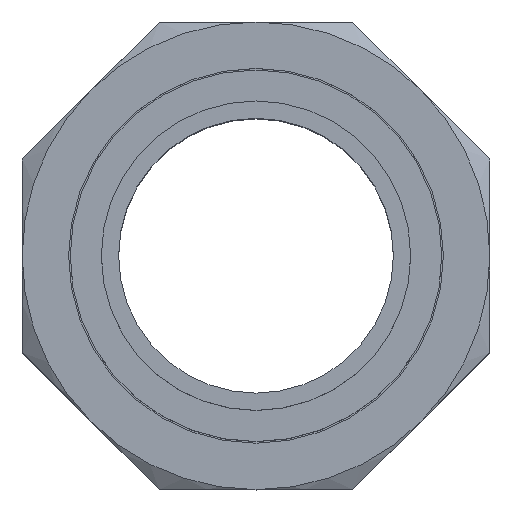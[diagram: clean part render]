
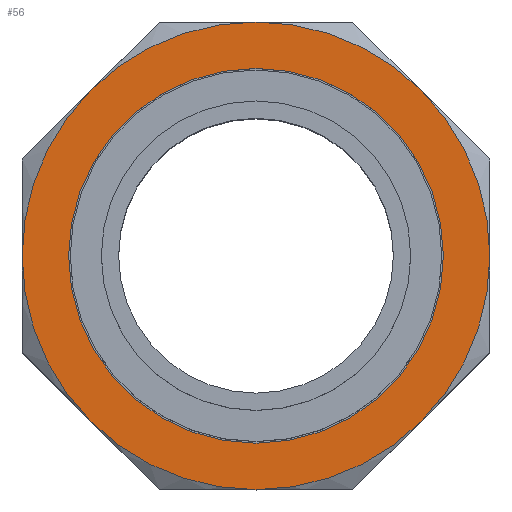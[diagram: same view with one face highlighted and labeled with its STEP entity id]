
A CAD part, top view. The second image highlights one B-rep face of the part: STEP entity #56.
In plain terms, the highlighted planar face has unit normal (0, 0, 1).
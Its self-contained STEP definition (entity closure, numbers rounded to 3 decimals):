
#44 = ORIENTED_EDGE ( 'NONE', *, *, #2027, .T. ) ;
#45 = ORIENTED_EDGE ( 'NONE', *, *, #2008, .T. ) ;
#55 = EDGE_CURVE ( 'NONE', #1951, #2453, #261, .T. ) ;
#56 = ADVANCED_FACE ( 'NONE', ( #256, #255 ), #254, .F. ) ;
#57 = ORIENTED_EDGE ( 'NONE', *, *, #55, .F. ) ;
#58 = ORIENTED_EDGE ( 'NONE', *, *, #1950, .F. ) ;
#59 = EDGE_LOOP ( 'NONE', ( #60, #61, #62, #63, #64, #65, #44, #45 ) ) ;
#60 = ORIENTED_EDGE ( 'NONE', *, *, #1984, .T. ) ;
#61 = ORIENTED_EDGE ( 'NONE', *, *, #1999, .T. ) ;
#62 = ORIENTED_EDGE ( 'NONE', *, *, #1980, .T. ) ;
#63 = ORIENTED_EDGE ( 'NONE', *, *, #1940, .T. ) ;
#64 = ORIENTED_EDGE ( 'NONE', *, *, #2042, .T. ) ;
#65 = ORIENTED_EDGE ( 'NONE', *, *, #2016, .T. ) ;
#78 = EDGE_LOOP ( 'NONE', ( #57, #58 ) ) ;
#249 = DIRECTION ( 'NONE',  ( -1., 0., 0. ) ) ;
#250 = DIRECTION ( 'NONE',  ( 0., 0., -1. ) ) ;
#251 = AXIS2_PLACEMENT_3D ( 'NONE', #253, #250, #249 ) ;
#253 = CARTESIAN_POINT ( 'NONE',  ( 0., 36.5, 15. ) ) ;
#254 = PLANE ( 'NONE',  #251 ) ;
#255 = FACE_OUTER_BOUND ( 'NONE', #59, .T. ) ;
#256 = FACE_BOUND ( 'NONE', #78, .T. ) ;
#257 = DIRECTION ( 'NONE',  ( 1., 0., 0. ) ) ;
#258 = DIRECTION ( 'NONE',  ( 0., 0., 1. ) ) ;
#259 = CARTESIAN_POINT ( 'NONE',  ( 0., 0., 15. ) ) ;
#260 = AXIS2_PLACEMENT_3D ( 'NONE', #259, #258, #257 ) ;
#261 = CIRCLE ( 'NONE', #260, 29.25 ) ;
#376 = CARTESIAN_POINT ( 'NONE',  ( 0., 0., 15. ) ) ;
#377 = CIRCLE ( 'NONE', #436, 36.5 ) ;
#419 = CARTESIAN_POINT ( 'NONE',  ( -36.5, 0., 15. ) ) ;
#421 = CARTESIAN_POINT ( 'NONE',  ( 29.25, 0., 15. ) ) ;
#422 = DIRECTION ( 'NONE',  ( 1., 0., 0. ) ) ;
#423 = DIRECTION ( 'NONE',  ( 0., 0., 1. ) ) ;
#424 = AXIS2_PLACEMENT_3D ( 'NONE', #431, #423, #422 ) ;
#425 = CIRCLE ( 'NONE', #424, 29.25 ) ;
#431 = CARTESIAN_POINT ( 'NONE',  ( 0., 0., 15. ) ) ;
#434 = DIRECTION ( 'NONE',  ( 1., 0., 0. ) ) ;
#435 = DIRECTION ( 'NONE',  ( 0., 0., 1. ) ) ;
#436 = AXIS2_PLACEMENT_3D ( 'NONE', #376, #435, #434 ) ;
#464 = CARTESIAN_POINT ( 'NONE',  ( -25.809, 25.809, 15. ) ) ;
#469 = DIRECTION ( 'NONE',  ( 1., 0., 0. ) ) ;
#470 = DIRECTION ( 'NONE',  ( 0., 0., 1. ) ) ;
#471 = CARTESIAN_POINT ( 'NONE',  ( 0., 0., 15. ) ) ;
#472 = AXIS2_PLACEMENT_3D ( 'NONE', #471, #470, #469 ) ;
#473 = CIRCLE ( 'NONE', #472, 36.5 ) ;
#490 = CARTESIAN_POINT ( 'NONE',  ( 0., 36.5, 15. ) ) ;
#500 = CIRCLE ( 'NONE', #549, 36.5 ) ;
#524 = CARTESIAN_POINT ( 'NONE',  ( 0., 0., 15. ) ) ;
#526 = CARTESIAN_POINT ( 'NONE',  ( 0., -36.5, 15. ) ) ;
#527 = CARTESIAN_POINT ( 'NONE',  ( 25.809, 25.809, 15. ) ) ;
#545 = CARTESIAN_POINT ( 'NONE',  ( 36.5, 0., 15. ) ) ;
#546 = DIRECTION ( 'NONE',  ( 1., 0., 0. ) ) ;
#547 = DIRECTION ( 'NONE',  ( 0., 0., 1. ) ) ;
#548 = CARTESIAN_POINT ( 'NONE',  ( 0., 0., 15. ) ) ;
#549 = AXIS2_PLACEMENT_3D ( 'NONE', #548, #547, #546 ) ;
#568 = DIRECTION ( 'NONE',  ( 1., 0., 0. ) ) ;
#569 = DIRECTION ( 'NONE',  ( 0., 0., 1. ) ) ;
#570 = AXIS2_PLACEMENT_3D ( 'NONE', #524, #569, #568 ) ;
#571 = CIRCLE ( 'NONE', #570, 36.5 ) ;
#576 = DIRECTION ( 'NONE',  ( 1., 0., 0. ) ) ;
#577 = DIRECTION ( 'NONE',  ( 0., 0., 1. ) ) ;
#578 = CARTESIAN_POINT ( 'NONE',  ( 0., 0., 15. ) ) ;
#579 = AXIS2_PLACEMENT_3D ( 'NONE', #578, #577, #576 ) ;
#580 = CIRCLE ( 'NONE', #579, 36.5 ) ;
#594 = DIRECTION ( 'NONE',  ( 1., 0., 0. ) ) ;
#595 = DIRECTION ( 'NONE',  ( 0., 0., 1. ) ) ;
#596 = CARTESIAN_POINT ( 'NONE',  ( 0., 0., 15. ) ) ;
#597 = AXIS2_PLACEMENT_3D ( 'NONE', #596, #595, #594 ) ;
#598 = CIRCLE ( 'NONE', #597, 36.5 ) ;
#599 = CARTESIAN_POINT ( 'NONE',  ( 25.809, -25.809, 15. ) ) ;
#629 = CARTESIAN_POINT ( 'NONE',  ( -25.809, -25.809, 15. ) ) ;
#647 = DIRECTION ( 'NONE',  ( 1., 0., 0. ) ) ;
#648 = DIRECTION ( 'NONE',  ( 0., 0., 1. ) ) ;
#649 = CARTESIAN_POINT ( 'NONE',  ( 0., 0., 15. ) ) ;
#650 = AXIS2_PLACEMENT_3D ( 'NONE', #649, #648, #647 ) ;
#651 = CIRCLE ( 'NONE', #650, 36.5 ) ;
#663 = DIRECTION ( 'NONE',  ( 1., 0., 0. ) ) ;
#664 = DIRECTION ( 'NONE',  ( 0., 0., 1. ) ) ;
#665 = CARTESIAN_POINT ( 'NONE',  ( 0., 0., 15. ) ) ;
#666 = AXIS2_PLACEMENT_3D ( 'NONE', #665, #664, #663 ) ;
#676 = CIRCLE ( 'NONE', #666, 36.5 ) ;
#1446 = CARTESIAN_POINT ( 'NONE',  ( -29.25, 0., 15. ) ) ;
#1940 = EDGE_CURVE ( 'NONE', #1958, #1954, #377, .T. ) ;
#1950 = EDGE_CURVE ( 'NONE', #2453, #1951, #425, .T. ) ;
#1951 = VERTEX_POINT ( 'NONE', #421 ) ;
#1954 = VERTEX_POINT ( 'NONE', #419 ) ;
#1958 = VERTEX_POINT ( 'NONE', #464 ) ;
#1972 = VERTEX_POINT ( 'NONE', #490 ) ;
#1980 = EDGE_CURVE ( 'NONE', #1972, #1958, #473, .T. ) ;
#1984 = EDGE_CURVE ( 'NONE', #1985, #1995, #500, .T. ) ;
#1985 = VERTEX_POINT ( 'NONE', #545 ) ;
#1995 = VERTEX_POINT ( 'NONE', #527 ) ;
#1996 = VERTEX_POINT ( 'NONE', #526 ) ;
#1999 = EDGE_CURVE ( 'NONE', #1995, #1972, #571, .T. ) ;
#2008 = EDGE_CURVE ( 'NONE', #2010, #1985, #598, .T. ) ;
#2010 = VERTEX_POINT ( 'NONE', #599 ) ;
#2016 = EDGE_CURVE ( 'NONE', #2018, #1996, #580, .T. ) ;
#2018 = VERTEX_POINT ( 'NONE', #629 ) ;
#2027 = EDGE_CURVE ( 'NONE', #1996, #2010, #651, .T. ) ;
#2042 = EDGE_CURVE ( 'NONE', #1954, #2018, #676, .T. ) ;
#2453 = VERTEX_POINT ( 'NONE', #1446 ) ;
